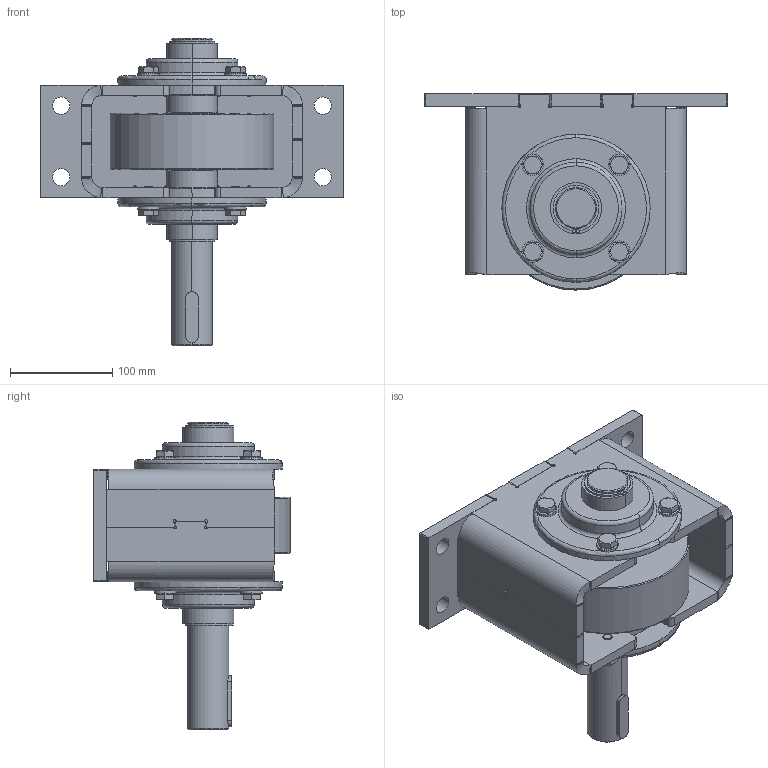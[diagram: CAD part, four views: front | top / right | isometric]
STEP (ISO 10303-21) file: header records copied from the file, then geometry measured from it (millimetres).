
FILE_DESCRIPTION(('STEP AP214'),'1');
FILE_NAME('ral-20-160.stp','2022-09-13T15:11:32',('TraceParts'),('TraceParts S.A.'),'Spatial InterOp 3D',' ',' ');
FILE_SCHEMA(('AUTOMOTIVE_DESIGN { 1 0 10303 214 1 1 1 1 }'));
Length unit declared in the file: millimetre
Products named in the file (1): ral-20-160
Bounding box: 296 x 192 x 301.1 mm (x, y, z)
Volume: 3222054.5 mm3; surface area: 410063.5 mm2
Topology: 1 solids, 1 shells, 631 faces, 1671 edges, 1060 vertices
Faces by surface type: cylinder 257, plane 224, cone 94, torus 36, bspline 20
Entity records: 26647 total; most frequent: CARTESIAN_POINT 5583, DIRECTION 3491, ORIENTED_EDGE 3342, EDGE_CURVE 1671, AXIS2_PLACEMENT_3D 1362, VERTEX_POINT 1060, LINE 767, VECTOR 767
